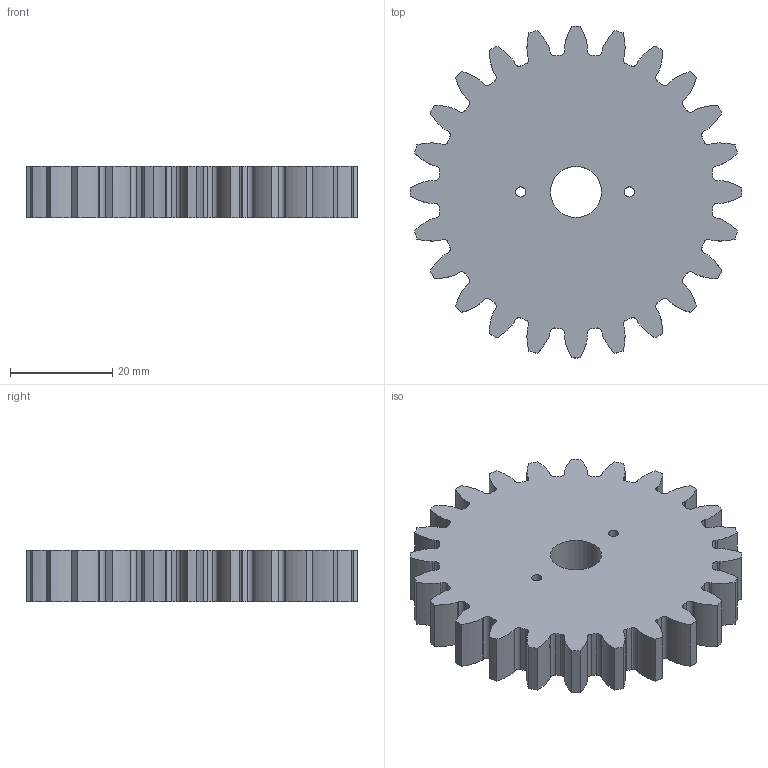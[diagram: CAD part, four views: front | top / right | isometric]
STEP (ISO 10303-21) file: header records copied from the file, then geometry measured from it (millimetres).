
FILE_DESCRIPTION(/* description */ (''),/* implementation_level */ '2;1');
FILE_NAME(/* name */ 'gear v5.step',/* time_stamp */ '2023-03-20T21:53:13+11:00',/* author */ (''),/* organization */ (''),/* preprocessor_version */ 'ST-DEVELOPER v19.2',/* originating_system */ 'Autodesk Translation Framework v11.17.0.187',/* authorisation */ '');
FILE_SCHEMA (('AUTOMOTIVE_DESIGN { 1 0 10303 214 3 1 1 }'));
Length unit declared in the file: millimetre
Products named in the file (2): gear; Spur Gear (24 teeth)
Assembly tree (1 placements, depth 2):
  gear
    Spur Gear (24 teeth)
Bounding box: 65 x 65 x 10 mm (x, y, z)
Volume: 26908.7 mm3; surface area: 9547.9 mm2
Topology: 1 solids, 1 shells, 197 faces, 585 edges, 390 vertices
Faces by surface type: cylinder 99, plane 50, bspline 48
Full cylindrical faces by diameter (mm): 2 x2, 10 x1
Entity records: 20498 total; most frequent: CARTESIAN_POINT 15431, ORIENTED_EDGE 1170, DIRECTION 991, EDGE_CURVE 585, VERTEX_POINT 390, AXIS2_PLACEMENT_3D 350, LINE 291, VECTOR 291
